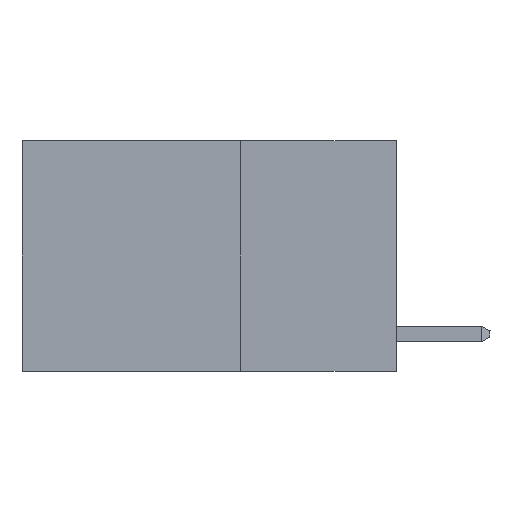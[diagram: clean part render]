
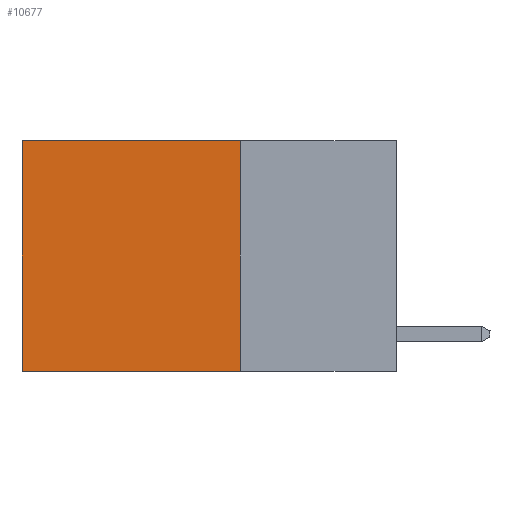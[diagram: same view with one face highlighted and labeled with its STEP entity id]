
A CAD part, left-side view. The second image highlights one B-rep face of the part: STEP entity #10677.
In plain terms, the highlighted planar face has unit normal (-1, 0, 0).
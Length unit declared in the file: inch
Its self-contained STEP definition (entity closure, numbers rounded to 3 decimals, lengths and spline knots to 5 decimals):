
#401 = DIRECTION ( 'NONE',  ( 1., 0., 0. ) ) ;
#666 = DIRECTION ( 'NONE',  ( 0., 0., -1. ) ) ;
#776 = CARTESIAN_POINT ( 'NONE',  ( 0.2625, 0.6, 0. ) ) ;
#779 = EDGE_CURVE ( 'NONE', #5651, #7950, #3221, .T. ) ;
#1305 = CARTESIAN_POINT ( 'NONE',  ( 0.2625, 0.25, 0. ) ) ;
#1632 = EDGE_CURVE ( 'NONE', #7179, #5566, #6221, .T. ) ;
#1756 = DIRECTION ( 'NONE',  ( 0., 0., -1. ) ) ;
#2133 = EDGE_CURVE ( 'NONE', #7179, #5651, #5547, .T. ) ;
#2141 = DIRECTION ( 'NONE',  ( 0., 1., 0. ) ) ;
#2752 = PLANE ( 'NONE',  #7028 ) ;
#2831 = VECTOR ( 'NONE', #666, 39.37008 ) ;
#3221 = LINE ( 'NONE', #8207, #9081 ) ;
#3278 = DIRECTION ( 'NONE',  ( 0., 0., -1. ) ) ;
#3817 = DIRECTION ( 'NONE',  ( 0., 1., 0. ) ) ;
#4940 = EDGE_LOOP ( 'NONE', ( #9144, #5397, #6478, #10757 ) ) ;
#5044 = CARTESIAN_POINT ( 'NONE',  ( 0.2625, 0.6, -0.37 ) ) ;
#5397 = ORIENTED_EDGE ( 'NONE', *, *, #6124, .F. ) ;
#5547 = LINE ( 'NONE', #7110, #9697 ) ;
#5566 = VERTEX_POINT ( 'NONE', #10688 ) ;
#5633 = FACE_OUTER_BOUND ( 'NONE', #4940, .T. ) ;
#5651 = VERTEX_POINT ( 'NONE', #776 ) ;
#6124 = EDGE_CURVE ( 'NONE', #5566, #7950, #7002, .T. ) ;
#6221 = LINE ( 'NONE', #7242, #2831 ) ;
#6478 = ORIENTED_EDGE ( 'NONE', *, *, #1632, .F. ) ;
#6491 = VECTOR ( 'NONE', #3817, 39.37008 ) ;
#7002 = LINE ( 'NONE', #9624, #6491 ) ;
#7028 = AXIS2_PLACEMENT_3D ( 'NONE', #1305, #401, #3278 ) ;
#7110 = CARTESIAN_POINT ( 'NONE',  ( 0.2625, 0.25, 0. ) ) ;
#7179 = VERTEX_POINT ( 'NONE', #9622 ) ;
#7242 = CARTESIAN_POINT ( 'NONE',  ( 0.2625, 0.25, 0. ) ) ;
#7950 = VERTEX_POINT ( 'NONE', #5044 ) ;
#8207 = CARTESIAN_POINT ( 'NONE',  ( 0.2625, 0.6, 0. ) ) ;
#9081 = VECTOR ( 'NONE', #1756, 39.37008 ) ;
#9144 = ORIENTED_EDGE ( 'NONE', *, *, #779, .T. ) ;
#9622 = CARTESIAN_POINT ( 'NONE',  ( 0.2625, 0.25, 0. ) ) ;
#9624 = CARTESIAN_POINT ( 'NONE',  ( 0.2625, 0.25, -0.37 ) ) ;
#9697 = VECTOR ( 'NONE', #2141, 39.37008 ) ;
#10677 = ADVANCED_FACE ( 'NONE', ( #5633 ), #2752, .F. ) ;
#10688 = CARTESIAN_POINT ( 'NONE',  ( 0.2625, 0.25, -0.37 ) ) ;
#10757 = ORIENTED_EDGE ( 'NONE', *, *, #2133, .T. ) ;
